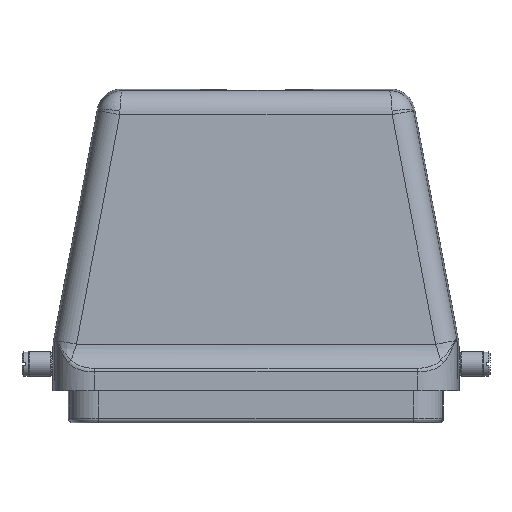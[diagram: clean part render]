
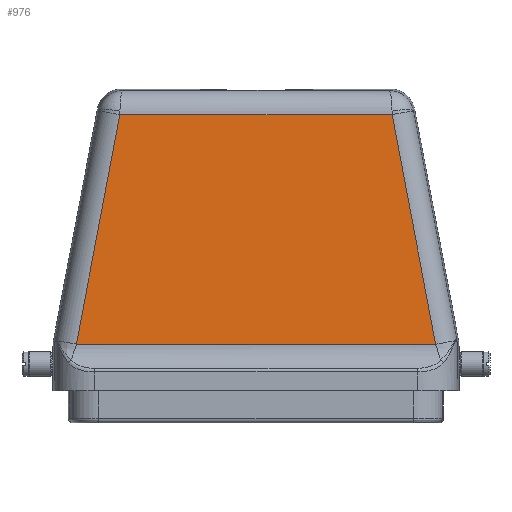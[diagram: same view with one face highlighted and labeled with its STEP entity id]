
A CAD part, left-side view. The second image highlights one B-rep face of the part: STEP entity #976.
In plain terms, the highlighted planar face has unit normal (-1, 0, 0.028).
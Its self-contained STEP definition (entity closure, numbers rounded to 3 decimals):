
#692=B_SPLINE_CURVE_WITH_KNOTS('',3,(#13135,#13136,#13137,#13138),
 .UNSPECIFIED.,.F.,.F.,(4,4),(0.,1.),.UNSPECIFIED.);
#976=ADVANCED_FACE('',(#1417),#1153,.F.);
#1153=PLANE('',#5943);
#1417=FACE_OUTER_BOUND('',#1740,.T.);
#1740=EDGE_LOOP('',(#3841,#3842,#3843,#3844));
#1993=LINE('',#7767,#2344);
#1994=LINE('',#7928,#2345);
#2180=LINE('',#13111,#2531);
#2344=VECTOR('',#6390,1.);
#2345=VECTOR('',#6397,1.);
#2531=VECTOR('',#7053,1.);
#3841=ORIENTED_EDGE('',*,*,#4903,.F.);
#3842=ORIENTED_EDGE('',*,*,#4913,.T.);
#3843=ORIENTED_EDGE('',*,*,#5404,.F.);
#3844=ORIENTED_EDGE('',*,*,#5401,.T.);
#4352=VERTEX_POINT('',#7768);
#4353=VERTEX_POINT('',#7769);
#4360=VERTEX_POINT('',#7927);
#4643=VERTEX_POINT('',#13112);
#4903=EDGE_CURVE('',#4352,#4353,#1993,.T.);
#4913=EDGE_CURVE('',#4352,#4360,#1994,.T.);
#5401=EDGE_CURVE('',#4643,#4353,#2180,.T.);
#5404=EDGE_CURVE('',#4643,#4360,#692,.T.);
#5943=AXIS2_PLACEMENT_3D('',#13160,#7060,#7061);
#6390=DIRECTION('',(0.,-1.,0.));
#6397=DIRECTION('',(-0.027,0.186,-0.982));
#7053=DIRECTION('',(0.027,0.186,0.982));
#7060=DIRECTION('',(1.,0.,-0.028));
#7061=DIRECTION('',(-0.028,0.,-1.));
#7767=CARTESIAN_POINT('',(-38.112,44.154,41.398));
#7768=CARTESIAN_POINT('',(-38.111,44.154,41.398));
#7769=CARTESIAN_POINT('',(-38.149,-44.148,41.397));
#7927=CARTESIAN_POINT('',(-40.159,58.26,-33.037));
#7928=CARTESIAN_POINT('',(-38.112,44.154,41.398));
#13111=CARTESIAN_POINT('',(-40.212,-58.259,-33.07));
#13112=CARTESIAN_POINT('',(-40.211,-58.259,-33.07));
#13135=CARTESIAN_POINT('',(-40.21,-58.259,-33.07));
#13136=CARTESIAN_POINT('',(-40.193,-19.419,-33.059));
#13137=CARTESIAN_POINT('',(-40.175,19.42,-33.048));
#13138=CARTESIAN_POINT('',(-40.158,58.26,-33.037));
#13160=CARTESIAN_POINT('',(-37.937,19.281,48.131));
